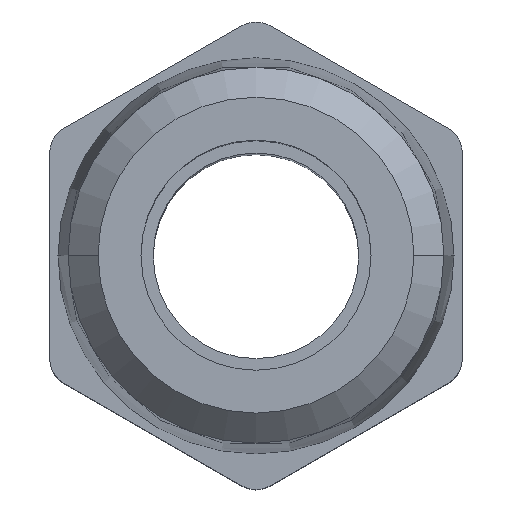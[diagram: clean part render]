
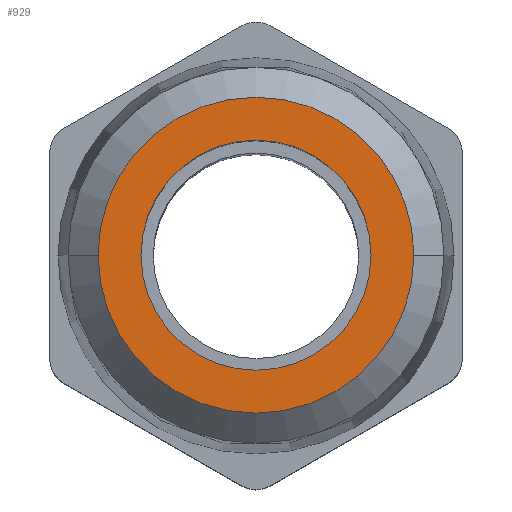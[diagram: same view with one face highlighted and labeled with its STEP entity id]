
A CAD part, top view. The second image highlights one B-rep face of the part: STEP entity #929.
In plain terms, the highlighted planar face has unit normal (0, 0, 1).
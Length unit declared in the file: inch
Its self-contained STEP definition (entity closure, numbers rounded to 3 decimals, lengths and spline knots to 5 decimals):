
#35 = ORIENTED_EDGE ( 'NONE', *, *, #1062, .F. ) ;
#50 = AXIS2_PLACEMENT_3D ( 'NONE', #1075, #712, #174 ) ;
#99 = CIRCLE ( 'NONE', #758, 0.16746 ) ;
#121 = CARTESIAN_POINT ( 'NONE',  ( -0.16746, 0., 0.495 ) ) ;
#174 = DIRECTION ( 'NONE',  ( 1., 0., 0. ) ) ;
#180 = FACE_OUTER_BOUND ( 'NONE', #661, .T. ) ;
#228 = DIRECTION ( 'NONE',  ( 0., 0., 1. ) ) ;
#253 = DIRECTION ( 'NONE',  ( 0., 0., 1. ) ) ;
#254 = DIRECTION ( 'NONE',  ( 0., 0., 1. ) ) ;
#283 = EDGE_LOOP ( 'NONE', ( #35, #708 ) ) ;
#299 = CARTESIAN_POINT ( 'NONE',  ( -0.122, 0., 0.495 ) ) ;
#317 = VERTEX_POINT ( 'NONE', #992 ) ;
#348 = CIRCLE ( 'NONE', #361, 0.122 ) ;
#361 = AXIS2_PLACEMENT_3D ( 'NONE', #797, #254, #891 ) ;
#365 = VERTEX_POINT ( 'NONE', #1085 ) ;
#367 = CARTESIAN_POINT ( 'NONE',  ( 0., 0., 0.495 ) ) ;
#457 = DIRECTION ( 'NONE',  ( 1., 0., 0. ) ) ;
#520 = AXIS2_PLACEMENT_3D ( 'NONE', #367, #1006, #457 ) ;
#525 = PLANE ( 'NONE',  #50 ) ;
#566 = VERTEX_POINT ( 'NONE', #299 ) ;
#629 = EDGE_CURVE ( 'NONE', #317, #1151, #99, .T. ) ;
#661 = EDGE_LOOP ( 'NONE', ( #884, #1163 ) ) ;
#667 = FACE_BOUND ( 'NONE', #283, .T. ) ;
#708 = ORIENTED_EDGE ( 'NONE', *, *, #778, .F. ) ;
#712 = DIRECTION ( 'NONE',  ( 0., 0., 1. ) ) ;
#758 = AXIS2_PLACEMENT_3D ( 'NONE', #767, #228, #864 ) ;
#762 = CIRCLE ( 'NONE', #520, 0.122 ) ;
#767 = CARTESIAN_POINT ( 'NONE',  ( 0., 0., 0.495 ) ) ;
#778 = EDGE_CURVE ( 'NONE', #566, #365, #348, .T. ) ;
#788 = AXIS2_PLACEMENT_3D ( 'NONE', #796, #253, #890 ) ;
#796 = CARTESIAN_POINT ( 'NONE',  ( 0., 0., 0.495 ) ) ;
#797 = CARTESIAN_POINT ( 'NONE',  ( 0., 0., 0.495 ) ) ;
#864 = DIRECTION ( 'NONE',  ( 1., 0., 0. ) ) ;
#883 = EDGE_CURVE ( 'NONE', #1151, #317, #958, .T. ) ;
#884 = ORIENTED_EDGE ( 'NONE', *, *, #883, .T. ) ;
#890 = DIRECTION ( 'NONE',  ( 1., 0., 0. ) ) ;
#891 = DIRECTION ( 'NONE',  ( 1., 0., 0. ) ) ;
#929 = ADVANCED_FACE ( 'NONE', ( #667, #180 ), #525, .T. ) ;
#958 = CIRCLE ( 'NONE', #788, 0.16746 ) ;
#992 = CARTESIAN_POINT ( 'NONE',  ( 0.16746, 0., 0.495 ) ) ;
#1006 = DIRECTION ( 'NONE',  ( 0., 0., 1. ) ) ;
#1062 = EDGE_CURVE ( 'NONE', #365, #566, #762, .T. ) ;
#1075 = CARTESIAN_POINT ( 'NONE',  ( 0., 0., 0.495 ) ) ;
#1085 = CARTESIAN_POINT ( 'NONE',  ( 0.122, 0., 0.495 ) ) ;
#1151 = VERTEX_POINT ( 'NONE', #121 ) ;
#1163 = ORIENTED_EDGE ( 'NONE', *, *, #629, .T. ) ;
